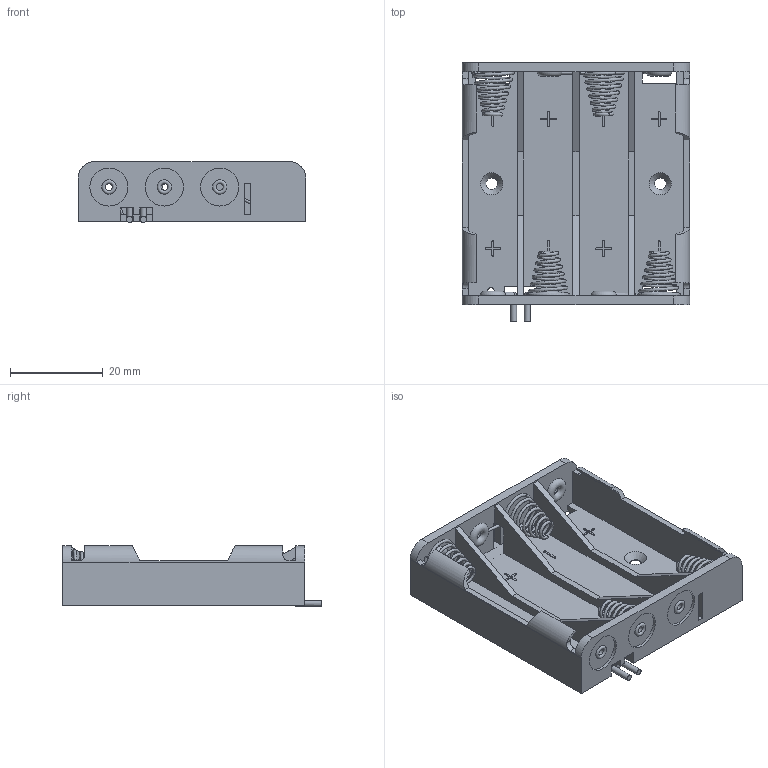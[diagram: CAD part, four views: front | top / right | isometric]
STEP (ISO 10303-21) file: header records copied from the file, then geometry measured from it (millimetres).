
FILE_DESCRIPTION(('FreeCAD Model'),'2;1');
FILE_NAME('battery-holder-4-AAA.step', '2014-08-15T11:20:41',('FreeCAD'),('FreeCAD'), 'Open CASCADE STEP processor 6.7','FreeCAD','Unknown');
FILE_SCHEMA(('AUTOMOTIVE_DESIGN_CC2 { 1 2 10303 214 -1 1 5 4 }'));
Length unit declared in the file: millimetre
Products named in the file (1): Compound003
Bounding box: 49 x 55.67 x 13.13 mm (x, y, z)
Volume: 7469.7 mm3; surface area: 12921.3 mm2
Topology: 20 solids, 40 shells, 296 faces, 719 edges, 476 vertices
Faces by surface type: plane 179, cylinder 76, torus 14, bspline 12, extrusion 7, revolution 6, cone 2
Full cylindrical faces by diameter (mm): 0.2 x16, 1.3 x6, 1.5 x8, 2.5 x2, 8.2 x6
Entity records: 36720 total; most frequent: CARTESIAN_POINT 20528, DIRECTION 2523, ORIENTED_EDGE 1422, PCURVE 1422, DEFINITIONAL_REPRESENTATION 1422, VECTOR 1382, LINE 1375, EDGE_CURVE 719
